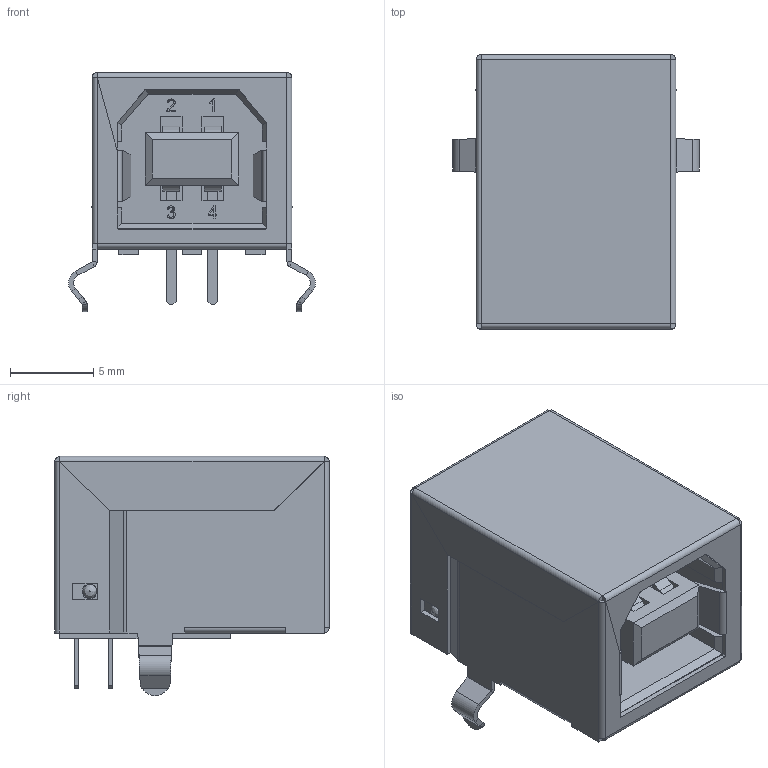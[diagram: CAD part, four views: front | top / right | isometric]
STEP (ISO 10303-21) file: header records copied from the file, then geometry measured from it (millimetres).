
FILE_DESCRIPTION(/* description */ (''),/* implementation_level */ '2;1');
FILE_NAME(/* name */ 'USB 2.0 Type B Connector Right Angle (Würth 61400416121).stp',/* time_stamp */ '2019-10-12T17:25:22+02:00',/* author */ ('Bernd das Brot'),/* organization */ (''),/* preprocessor_version */ 'ST-DEVELOPER v18',/* originating_system */ 'Autodesk Inventor 2020',/* authorisation */ '');
FILE_SCHEMA (('AUTOMOTIVE_DESIGN { 1 0 10303 214 3 1 1 }'));
Length unit declared in the file: millimetre
Products named in the file (1): USB 2.0 Type B Connector Right Angle (Würth 61400416121)
Bounding box: 14.84 x 16.5 x 14.38 mm (x, y, z)
Volume: 1321.3 mm3; surface area: 3488.1 mm2
Topology: 6 solids, 6 shells, 622 faces, 1621 edges, 1012 vertices
Faces by surface type: plane 485, cylinder 92, bspline 41, torus 4
Entity records: 19961 total; most frequent: CARTESIAN_POINT 4197, ORIENTED_EDGE 3242, DIRECTION 2887, EDGE_CURVE 1621, LINE 1359, VECTOR 1359, VERTEX_POINT 1012, AXIS2_PLACEMENT_3D 764
